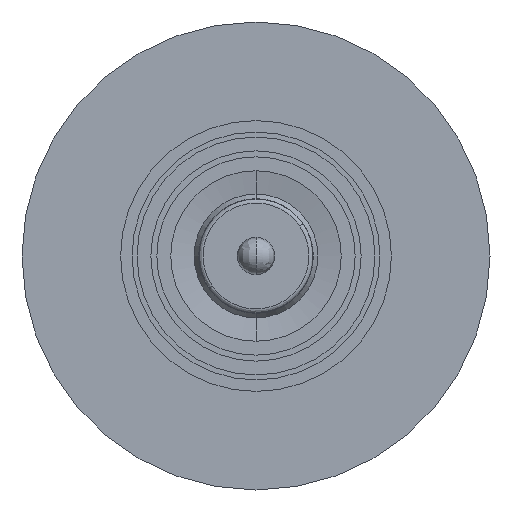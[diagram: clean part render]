
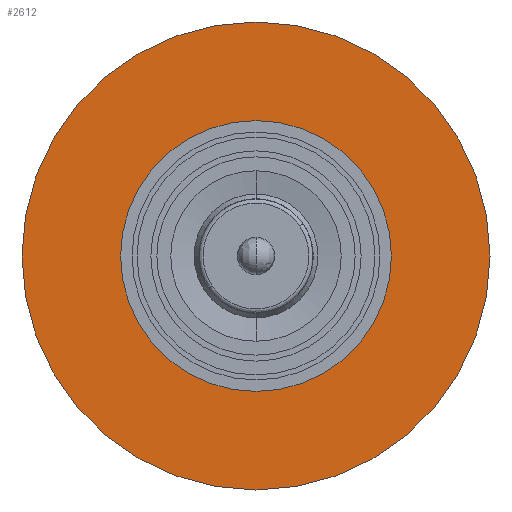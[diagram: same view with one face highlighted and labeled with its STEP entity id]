
A CAD part, front view. The second image highlights one B-rep face of the part: STEP entity #2612.
In plain terms, the highlighted planar face has unit normal (0, -1, 0).
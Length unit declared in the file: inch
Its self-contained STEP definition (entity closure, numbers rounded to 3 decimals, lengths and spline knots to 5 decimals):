
#94 = CARTESIAN_POINT ( 'NONE',  ( 0., 0., 0. ) ) ;
#95 = DIRECTION ( 'NONE',  ( 0., -1., 0. ) ) ;
#96 = DIRECTION ( 'NONE',  ( 0., 0., 1. ) ) ;
#409 = EDGE_LOOP ( 'NONE', ( #5286, #5258 ) ) ;
#411 = EDGE_LOOP ( 'NONE', ( #5257, #5285 ) ) ;
#914 = CARTESIAN_POINT ( 'NONE',  ( 0., 0., 0. ) ) ;
#915 = DIRECTION ( 'NONE',  ( 0., -1., 0. ) ) ;
#916 = DIRECTION ( 'NONE',  ( 0., 0., 1. ) ) ;
#1498 = CARTESIAN_POINT ( 'NONE',  ( -0.59, 0., 0. ) ) ;
#1499 = FACE_BOUND ( 'NONE', #411, .T. ) ;
#1516 = FACE_OUTER_BOUND ( 'NONE', #409, .T. ) ;
#1517 = PLANE ( 'NONE',  #4353 ) ;
#1519 = DIRECTION ( 'NONE',  ( 0., 1., 0. ) ) ;
#1520 = DIRECTION ( 'NONE',  ( 0., 0., -1. ) ) ;
#1857 = CARTESIAN_POINT ( 'NONE',  ( 0., 0., -0.3415 ) ) ;
#1867 = CARTESIAN_POINT ( 'NONE',  ( 0., 0., 0.59 ) ) ;
#1928 = CARTESIAN_POINT ( 'NONE',  ( 0., 0., 0.3415 ) ) ;
#1952 = CARTESIAN_POINT ( 'NONE',  ( 0., 0., -0.59 ) ) ;
#2163 = EDGE_CURVE ( 'NONE', #4505, #4584, #3386, .T. ) ;
#2185 = EDGE_CURVE ( 'NONE', #4515, #4627, #3379, .T. ) ;
#2291 = AXIS2_PLACEMENT_3D ( 'NONE', #914, #915, #916 ) ;
#2324 = AXIS2_PLACEMENT_3D ( 'NONE', #94, #95, #96 ) ;
#2344 = CIRCLE ( 'NONE', #2291, 0.59 ) ;
#2375 = CIRCLE ( 'NONE', #2324, 0.3415 ) ;
#2612 = ADVANCED_FACE ( 'NONE', ( #1499, #1516 ), #1517, .F. ) ;
#2809 = EDGE_CURVE ( 'NONE', #4627, #4515, #2344, .T. ) ;
#2859 = EDGE_CURVE ( 'NONE', #4584, #4505, #2375, .T. ) ;
#2990 = CARTESIAN_POINT ( 'NONE',  ( 0., 0., 0. ) ) ;
#2991 = DIRECTION ( 'NONE',  ( 0., -1., 0. ) ) ;
#2992 = DIRECTION ( 'NONE',  ( 0., 0., 1. ) ) ;
#3061 = CARTESIAN_POINT ( 'NONE',  ( 0., 0., 0. ) ) ;
#3062 = DIRECTION ( 'NONE',  ( 0., -1., 0. ) ) ;
#3063 = DIRECTION ( 'NONE',  ( 0., 0., 1. ) ) ;
#3326 = AXIS2_PLACEMENT_3D ( 'NONE', #2990, #2991, #2992 ) ;
#3379 = CIRCLE ( 'NONE', #3403, 0.59 ) ;
#3386 = CIRCLE ( 'NONE', #3326, 0.3415 ) ;
#3403 = AXIS2_PLACEMENT_3D ( 'NONE', #3061, #3062, #3063 ) ;
#4353 = AXIS2_PLACEMENT_3D ( 'NONE', #1498, #1519, #1520 ) ;
#4505 = VERTEX_POINT ( 'NONE', #1857 ) ;
#4515 = VERTEX_POINT ( 'NONE', #1867 ) ;
#4584 = VERTEX_POINT ( 'NONE', #1928 ) ;
#4627 = VERTEX_POINT ( 'NONE', #1952 ) ;
#5257 = ORIENTED_EDGE ( 'NONE', *, *, #2859, .F. ) ;
#5258 = ORIENTED_EDGE ( 'NONE', *, *, #2809, .T. ) ;
#5285 = ORIENTED_EDGE ( 'NONE', *, *, #2163, .F. ) ;
#5286 = ORIENTED_EDGE ( 'NONE', *, *, #2185, .T. ) ;
